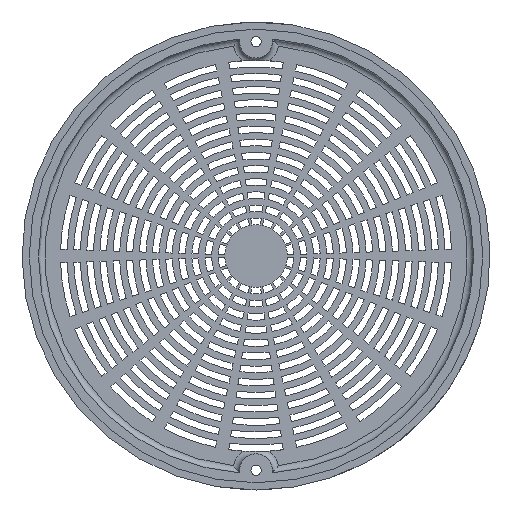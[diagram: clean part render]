
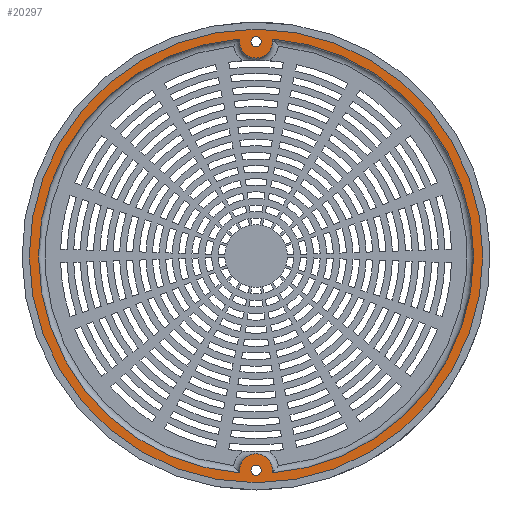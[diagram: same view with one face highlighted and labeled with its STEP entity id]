
A CAD part, front view. The second image highlights one B-rep face of the part: STEP entity #20297.
In plain terms, the highlighted planar face has unit normal (0, -1, 0).
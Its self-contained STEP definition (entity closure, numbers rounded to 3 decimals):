
#485=FACE_BOUND('',#3410,.T.);
#486=FACE_BOUND('',#3411,.T.);
#487=FACE_BOUND('',#3412,.T.);
#969=PLANE('',#22262);
#1967=FACE_OUTER_BOUND('',#3409,.T.);
#3409=EDGE_LOOP('',(#18830));
#3410=EDGE_LOOP('',(#18831));
#3411=EDGE_LOOP('',(#18832));
#3412=EDGE_LOOP('',(#18833,#18834,#18835,#18836,#18837,#18838,#18839,#18840));
#5306=LINE('',#34049,#7209);
#5309=LINE('',#34057,#7212);
#5312=LINE('',#34065,#7215);
#5314=LINE('',#34071,#7217);
#7209=VECTOR('',#28036,10.);
#7212=VECTOR('',#28045,10.);
#7215=VECTOR('',#28054,10.);
#7217=VECTOR('',#28062,10.);
#7221=CIRCLE('',#20315,1.55);
#7224=CIRCLE('',#20319,1.55);
#7706=CIRCLE('',#20808,66.178);
#8194=CIRCLE('',#22252,5.);
#8195=CIRCLE('',#22255,66.178);
#8196=CIRCLE('',#22258,5.);
#8197=CIRCLE('',#22261,68.978);
#8200=VERTEX_POINT('',#28076);
#8203=VERTEX_POINT('',#28084);
#9158=VERTEX_POINT('',#30085);
#9159=VERTEX_POINT('',#30087);
#10125=VERTEX_POINT('',#34047);
#10126=VERTEX_POINT('',#34051);
#10127=VERTEX_POINT('',#34055);
#10128=VERTEX_POINT('',#34059);
#10129=VERTEX_POINT('',#34063);
#10130=VERTEX_POINT('',#34067);
#10131=VERTEX_POINT('',#34073);
#10135=EDGE_CURVE('',#8200,#8200,#7221,.T.);
#10139=EDGE_CURVE('',#8203,#8203,#7224,.T.);
#11101=EDGE_CURVE('',#9158,#9159,#7706,.T.);
#13021=EDGE_CURVE('',#10125,#9158,#5306,.T.);
#13023=EDGE_CURVE('',#10126,#10125,#8194,.T.);
#13025=EDGE_CURVE('',#10127,#10126,#5309,.T.);
#13027=EDGE_CURVE('',#10128,#10127,#8195,.T.);
#13029=EDGE_CURVE('',#10129,#10128,#5312,.T.);
#13031=EDGE_CURVE('',#10130,#10129,#8196,.T.);
#13032=EDGE_CURVE('',#9159,#10130,#5314,.T.);
#13034=EDGE_CURVE('',#10131,#10131,#8197,.T.);
#18830=ORIENTED_EDGE('',*,*,#13034,.F.);
#18831=ORIENTED_EDGE('',*,*,#10135,.T.);
#18832=ORIENTED_EDGE('',*,*,#10139,.T.);
#18833=ORIENTED_EDGE('',*,*,#13025,.F.);
#18834=ORIENTED_EDGE('',*,*,#13027,.F.);
#18835=ORIENTED_EDGE('',*,*,#13029,.F.);
#18836=ORIENTED_EDGE('',*,*,#13031,.F.);
#18837=ORIENTED_EDGE('',*,*,#13032,.F.);
#18838=ORIENTED_EDGE('',*,*,#11101,.F.);
#18839=ORIENTED_EDGE('',*,*,#13021,.F.);
#18840=ORIENTED_EDGE('',*,*,#13023,.F.);
#20297=ADVANCED_FACE('',(#1967,#485,#486,#487),#969,.F.);
#20315=AXIS2_PLACEMENT_3D('',#28078,#22272,#22273);
#20319=AXIS2_PLACEMENT_3D('',#28086,#22281,#22282);
#20808=AXIS2_PLACEMENT_3D('',#30088,#23730,#23731);
#22252=AXIS2_PLACEMENT_3D('',#34053,#28040,#28041);
#22255=AXIS2_PLACEMENT_3D('',#34061,#28049,#28050);
#22258=AXIS2_PLACEMENT_3D('',#34069,#28058,#28059);
#22261=AXIS2_PLACEMENT_3D('',#34075,#28066,#28067);
#22262=AXIS2_PLACEMENT_3D('',#34076,#28068,#28069);
#22272=DIRECTION('center_axis',(0.,1.,0.));
#22273=DIRECTION('ref_axis',(0.,0.,1.));
#22281=DIRECTION('center_axis',(0.,1.,0.));
#22282=DIRECTION('ref_axis',(0.,0.,1.));
#23730=DIRECTION('center_axis',(0.,-1.,0.));
#23731=DIRECTION('ref_axis',(-1.,0.,0.));
#28036=DIRECTION('',(0.,0.,-1.));
#28040=DIRECTION('center_axis',(0.,1.,0.));
#28041=DIRECTION('ref_axis',(-1.,0.,0.));
#28045=DIRECTION('',(0.,0.,1.));
#28049=DIRECTION('center_axis',(0.,-1.,0.));
#28050=DIRECTION('ref_axis',(-1.,0.,0.));
#28054=DIRECTION('',(0.,0.,1.));
#28058=DIRECTION('center_axis',(0.,1.,0.));
#28059=DIRECTION('ref_axis',(1.,0.,0.));
#28062=DIRECTION('',(0.,0.,-1.));
#28066=DIRECTION('center_axis',(0.,1.,0.));
#28067=DIRECTION('ref_axis',(-1.,0.,0.));
#28068=DIRECTION('center_axis',(0.,1.,0.));
#28069=DIRECTION('ref_axis',(-1.,0.,0.));
#28076=CARTESIAN_POINT('',(0.,89.7,-66.728));
#28078=CARTESIAN_POINT('Origin',(0.,89.7,-65.178));
#28084=CARTESIAN_POINT('',(0.,89.7,63.628));
#28086=CARTESIAN_POINT('Origin',(0.,89.7,65.178));
#30085=CARTESIAN_POINT('',(5.,89.7,-65.989));
#30087=CARTESIAN_POINT('',(5.,89.7,65.989));
#30088=CARTESIAN_POINT('Origin',(0.,89.7,0.));
#34047=CARTESIAN_POINT('',(5.,89.7,-65.178));
#34049=CARTESIAN_POINT('',(5.,89.7,-65.178));
#34051=CARTESIAN_POINT('',(-5.,89.7,-65.178));
#34053=CARTESIAN_POINT('Origin',(0.,89.7,-65.178));
#34055=CARTESIAN_POINT('',(-5.,89.7,-65.989));
#34057=CARTESIAN_POINT('',(-5.,89.7,-65.989));
#34059=CARTESIAN_POINT('',(-5.,89.7,65.989));
#34061=CARTESIAN_POINT('Origin',(0.,89.7,0.));
#34063=CARTESIAN_POINT('',(-5.,89.7,65.178));
#34065=CARTESIAN_POINT('',(-5.,89.7,65.178));
#34067=CARTESIAN_POINT('',(5.,89.7,65.178));
#34069=CARTESIAN_POINT('Origin',(0.,89.7,65.178));
#34071=CARTESIAN_POINT('',(5.,89.7,65.989));
#34073=CARTESIAN_POINT('',(68.978,89.7,0.));
#34075=CARTESIAN_POINT('Origin',(0.,89.7,0.));
#34076=CARTESIAN_POINT('Origin',(0.,89.7,0.));
